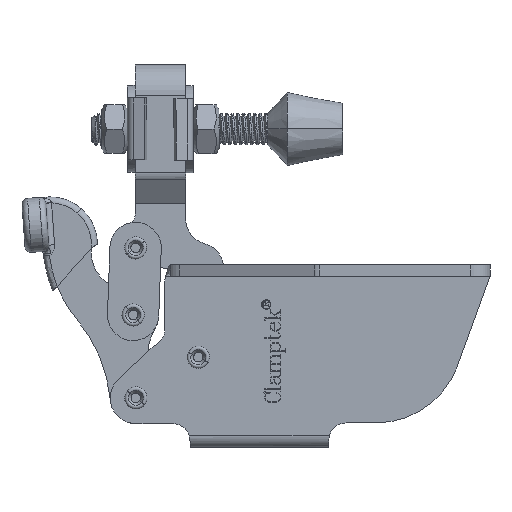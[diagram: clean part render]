
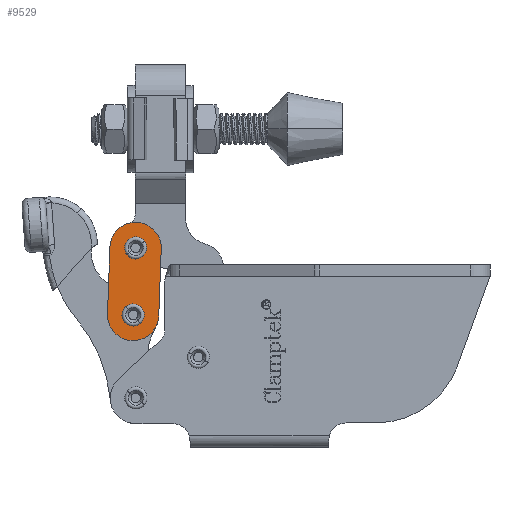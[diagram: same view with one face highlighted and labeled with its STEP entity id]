
A CAD part, left-side view. The second image highlights one B-rep face of the part: STEP entity #9529.
In plain terms, the highlighted face is planar.
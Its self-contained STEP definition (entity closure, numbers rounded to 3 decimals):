
#1356 = CARTESIAN_POINT ( 'NONE',  ( -6.5, 0., 0. ) ) ;
#2301 = CARTESIAN_POINT ( 'NONE',  ( 14.6, 0., 0. ) ) ;
#2475 = EDGE_CURVE ( 'NONE', #32231, #37792, #33022, .T. ) ;
#2772 = CIRCLE ( 'NONE', #5393, 6.5 ) ;
#3038 = DIRECTION ( 'NONE',  ( 0., 0., 1. ) ) ;
#3136 = DIRECTION ( 'NONE',  ( 0., 0., 1. ) ) ;
#3502 = CIRCLE ( 'NONE', #10638, 2.4 ) ;
#4291 = EDGE_CURVE ( 'NONE', #13919, #16823, #2772, .T. ) ;
#5393 = AXIS2_PLACEMENT_3D ( 'NONE', #33001, #15428, #35933 ) ;
#5770 = CARTESIAN_POINT ( 'NONE',  ( 0., 6.5, 0. ) ) ;
#6495 = VECTOR ( 'NONE', #12809, 1000. ) ;
#6731 = CIRCLE ( 'NONE', #18405, 2.4 ) ;
#7059 = VERTEX_POINT ( 'NONE', #12915 ) ;
#8357 = CARTESIAN_POINT ( 'NONE',  ( 17., -6.5, 0. ) ) ;
#8360 = ORIENTED_EDGE ( 'NONE', *, *, #24654, .F. ) ;
#9350 = DIRECTION ( 'NONE',  ( 1., 0., 0. ) ) ;
#9354 = AXIS2_PLACEMENT_3D ( 'NONE', #29406, #11842, #32373 ) ;
#9355 = ORIENTED_EDGE ( 'NONE', *, *, #2475, .F. ) ;
#9507 = CARTESIAN_POINT ( 'NONE',  ( 0., 0., 0. ) ) ;
#9529 = ADVANCED_FACE ( 'NONE', ( #16183, #30867, #23061 ), #17966, .F. ) ;
#9841 = CARTESIAN_POINT ( 'NONE',  ( 0., -6.5, 0. ) ) ;
#9899 = EDGE_LOOP ( 'NONE', ( #8360, #35904, #12657, #37110, #9355 ) ) ;
#10051 = AXIS2_PLACEMENT_3D ( 'NONE', #23993, #26934, #9350 ) ;
#10638 = AXIS2_PLACEMENT_3D ( 'NONE', #20579, #3038, #23512 ) ;
#11124 = ORIENTED_EDGE ( 'NONE', *, *, #30351, .T. ) ;
#11842 = DIRECTION ( 'NONE',  ( 0., 0., 1. ) ) ;
#12310 = EDGE_CURVE ( 'NONE', #28267, #7059, #29825, .T. ) ;
#12475 = DIRECTION ( 'NONE',  ( 1., 0., 0. ) ) ;
#12657 = ORIENTED_EDGE ( 'NONE', *, *, #4291, .F. ) ;
#12809 = DIRECTION ( 'NONE',  ( 1., 0., 0. ) ) ;
#12915 = CARTESIAN_POINT ( 'NONE',  ( 2.4, 0., 0. ) ) ;
#13316 = EDGE_LOOP ( 'NONE', ( #18681, #30338 ) ) ;
#13442 = VERTEX_POINT ( 'NONE', #31273 ) ;
#13879 = VERTEX_POINT ( 'NONE', #2301 ) ;
#13909 = CARTESIAN_POINT ( 'NONE',  ( 0., 0., 0. ) ) ;
#13919 = VERTEX_POINT ( 'NONE', #8357 ) ;
#14911 = CARTESIAN_POINT ( 'NONE',  ( 17., 0., 0. ) ) ;
#15428 = DIRECTION ( 'NONE',  ( 0., 0., 1. ) ) ;
#15800 = DIRECTION ( 'NONE',  ( -1., 0., 0. ) ) ;
#16183 = FACE_BOUND ( 'NONE', #13316, .T. ) ;
#16316 = ORIENTED_EDGE ( 'NONE', *, *, #27422, .T. ) ;
#16823 = VERTEX_POINT ( 'NONE', #34101 ) ;
#16855 = DIRECTION ( 'NONE',  ( 1., 0., 0. ) ) ;
#17855 = DIRECTION ( 'NONE',  ( 1., 0., 0. ) ) ;
#17966 = PLANE ( 'NONE',  #10051 ) ;
#18405 = AXIS2_PLACEMENT_3D ( 'NONE', #9507, #30052, #12475 ) ;
#18681 = ORIENTED_EDGE ( 'NONE', *, *, #12310, .T. ) ;
#18909 = LINE ( 'NONE', #30440, #24849 ) ;
#19244 = AXIS2_PLACEMENT_3D ( 'NONE', #14911, #35432, #17855 ) ;
#19497 = CARTESIAN_POINT ( 'NONE',  ( -2.4, 0., 0. ) ) ;
#19956 = EDGE_CURVE ( 'NONE', #16823, #30969, #18909, .T. ) ;
#20579 = CARTESIAN_POINT ( 'NONE',  ( 17., 0., 0. ) ) ;
#20675 = CARTESIAN_POINT ( 'NONE',  ( 0., 0., 0. ) ) ;
#20789 = EDGE_CURVE ( 'NONE', #37792, #13919, #22114, .T. ) ;
#22114 = LINE ( 'NONE', #9841, #6495 ) ;
#23061 = FACE_BOUND ( 'NONE', #29704, .T. ) ;
#23512 = DIRECTION ( 'NONE',  ( 1., 0., 0. ) ) ;
#23612 = DIRECTION ( 'NONE',  ( 1., 0., 0. ) ) ;
#23993 = CARTESIAN_POINT ( 'NONE',  ( 0., 0., 0. ) ) ;
#24654 = EDGE_CURVE ( 'NONE', #30969, #32231, #37280, .T. ) ;
#24849 = VECTOR ( 'NONE', #15800, 1000. ) ;
#26934 = DIRECTION ( 'NONE',  ( 0., 0., 1. ) ) ;
#27422 = EDGE_CURVE ( 'NONE', #13442, #13879, #37543, .T. ) ;
#28267 = VERTEX_POINT ( 'NONE', #19497 ) ;
#28910 = CARTESIAN_POINT ( 'NONE',  ( 0., -6.5, 0. ) ) ;
#29406 = CARTESIAN_POINT ( 'NONE',  ( 0., 0., 0. ) ) ;
#29704 = EDGE_LOOP ( 'NONE', ( #11124, #16316 ) ) ;
#29825 = CIRCLE ( 'NONE', #9354, 2.4 ) ;
#30052 = DIRECTION ( 'NONE',  ( 0., 0., 1. ) ) ;
#30338 = ORIENTED_EDGE ( 'NONE', *, *, #36382, .T. ) ;
#30351 = EDGE_CURVE ( 'NONE', #13879, #13442, #3502, .T. ) ;
#30440 = CARTESIAN_POINT ( 'NONE',  ( 0., 6.5, 0. ) ) ;
#30867 = FACE_OUTER_BOUND ( 'NONE', #9899, .T. ) ;
#30969 = VERTEX_POINT ( 'NONE', #5770 ) ;
#31273 = CARTESIAN_POINT ( 'NONE',  ( 19.4, 0., 0. ) ) ;
#31425 = AXIS2_PLACEMENT_3D ( 'NONE', #13909, #34396, #16855 ) ;
#32231 = VERTEX_POINT ( 'NONE', #1356 ) ;
#32373 = DIRECTION ( 'NONE',  ( 1., 0., 0. ) ) ;
#33001 = CARTESIAN_POINT ( 'NONE',  ( 17., 0., 0. ) ) ;
#33022 = CIRCLE ( 'NONE', #31425, 6.5 ) ;
#34101 = CARTESIAN_POINT ( 'NONE',  ( 17., 6.5, 0. ) ) ;
#34376 = AXIS2_PLACEMENT_3D ( 'NONE', #20675, #3136, #23612 ) ;
#34396 = DIRECTION ( 'NONE',  ( 0., 0., 1. ) ) ;
#35432 = DIRECTION ( 'NONE',  ( 0., 0., 1. ) ) ;
#35904 = ORIENTED_EDGE ( 'NONE', *, *, #19956, .F. ) ;
#35933 = DIRECTION ( 'NONE',  ( 1., 0., 0. ) ) ;
#36382 = EDGE_CURVE ( 'NONE', #7059, #28267, #6731, .T. ) ;
#37110 = ORIENTED_EDGE ( 'NONE', *, *, #20789, .F. ) ;
#37280 = CIRCLE ( 'NONE', #34376, 6.5 ) ;
#37543 = CIRCLE ( 'NONE', #19244, 2.4 ) ;
#37792 = VERTEX_POINT ( 'NONE', #28910 ) ;
